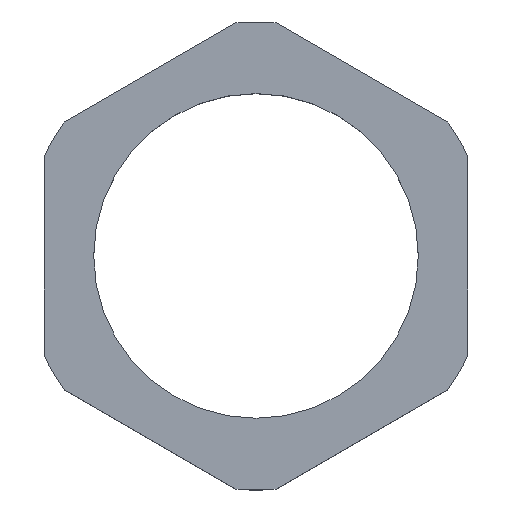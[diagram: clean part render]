
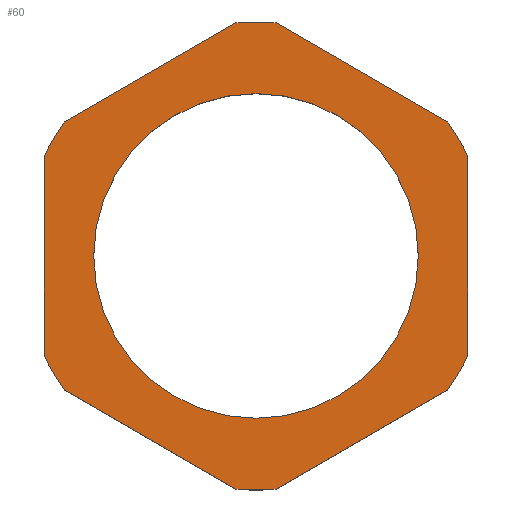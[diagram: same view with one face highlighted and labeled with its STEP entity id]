
A CAD part, top view. The second image highlights one B-rep face of the part: STEP entity #60.
In plain terms, the highlighted planar face has unit normal (0, 0, 1).
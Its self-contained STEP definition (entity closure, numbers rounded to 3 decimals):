
#60=ADVANCED_FACE('',(#131,#132),#75,.T.);
#75=PLANE('',#328);
#83=LINE('',#438,#107);
#84=LINE('',#443,#108);
#85=LINE('',#447,#109);
#86=LINE('',#451,#110);
#87=LINE('',#455,#111);
#88=LINE('',#459,#112);
#107=VECTOR('',#354,1.);
#108=VECTOR('',#357,1.);
#109=VECTOR('',#360,1.);
#110=VECTOR('',#363,1.);
#111=VECTOR('',#366,1.);
#112=VECTOR('',#369,1.);
#131=FACE_BOUND('',#137,.T.);
#132=FACE_BOUND('',#138,.T.);
#137=EDGE_LOOP('',(#155));
#138=EDGE_LOOP('',(#156,#157,#158,#159,#160,#161,#162,#163,#164,#165,#166,
#167));
#155=ORIENTED_EDGE('',*,*,#257,.F.);
#156=ORIENTED_EDGE('',*,*,#258,.F.);
#157=ORIENTED_EDGE('',*,*,#259,.T.);
#158=ORIENTED_EDGE('',*,*,#260,.T.);
#159=ORIENTED_EDGE('',*,*,#261,.T.);
#160=ORIENTED_EDGE('',*,*,#262,.T.);
#161=ORIENTED_EDGE('',*,*,#263,.T.);
#162=ORIENTED_EDGE('',*,*,#264,.T.);
#163=ORIENTED_EDGE('',*,*,#265,.T.);
#164=ORIENTED_EDGE('',*,*,#266,.T.);
#165=ORIENTED_EDGE('',*,*,#267,.T.);
#166=ORIENTED_EDGE('',*,*,#268,.T.);
#167=ORIENTED_EDGE('',*,*,#269,.T.);
#231=VERTEX_POINT('',#437);
#232=VERTEX_POINT('',#439);
#233=VERTEX_POINT('',#440);
#234=VERTEX_POINT('',#442);
#235=VERTEX_POINT('',#444);
#236=VERTEX_POINT('',#446);
#237=VERTEX_POINT('',#448);
#238=VERTEX_POINT('',#450);
#239=VERTEX_POINT('',#452);
#240=VERTEX_POINT('',#454);
#241=VERTEX_POINT('',#456);
#242=VERTEX_POINT('',#458);
#243=VERTEX_POINT('',#460);
#257=EDGE_CURVE('',#231,#231,#295,.T.);
#258=EDGE_CURVE('',#232,#233,#83,.T.);
#259=EDGE_CURVE('',#232,#234,#296,.T.);
#260=EDGE_CURVE('',#234,#235,#84,.T.);
#261=EDGE_CURVE('',#235,#236,#297,.T.);
#262=EDGE_CURVE('',#236,#237,#85,.T.);
#263=EDGE_CURVE('',#237,#238,#298,.T.);
#264=EDGE_CURVE('',#238,#239,#86,.T.);
#265=EDGE_CURVE('',#239,#240,#299,.T.);
#266=EDGE_CURVE('',#240,#241,#87,.T.);
#267=EDGE_CURVE('',#241,#242,#300,.T.);
#268=EDGE_CURVE('',#242,#243,#88,.T.);
#269=EDGE_CURVE('',#243,#233,#301,.T.);
#295=CIRCLE('',#321,9.19);
#296=CIRCLE('',#322,13.25);
#297=CIRCLE('',#323,13.25);
#298=CIRCLE('',#324,13.25);
#299=CIRCLE('',#325,13.25);
#300=CIRCLE('',#326,13.25);
#301=CIRCLE('',#327,13.25);
#321=AXIS2_PLACEMENT_3D('',#436,#352,#353);
#322=AXIS2_PLACEMENT_3D('',#441,#355,#356);
#323=AXIS2_PLACEMENT_3D('',#445,#358,#359);
#324=AXIS2_PLACEMENT_3D('',#449,#361,#362);
#325=AXIS2_PLACEMENT_3D('',#453,#364,#365);
#326=AXIS2_PLACEMENT_3D('',#457,#367,#368);
#327=AXIS2_PLACEMENT_3D('',#461,#370,#371);
#328=AXIS2_PLACEMENT_3D('',#462,#372,#373);
#352=DIRECTION('',(0.,0.,1.));
#353=DIRECTION('',(-1.,0.,0.));
#354=DIRECTION('',(-0.866,0.5,0.));
#355=DIRECTION('',(0.,0.,1.));
#356=DIRECTION('',(-0.086,-0.996,0.));
#357=DIRECTION('',(0.866,0.5,0.));
#358=DIRECTION('',(0.,0.,1.));
#359=DIRECTION('',(0.82,-0.572,0.));
#360=DIRECTION('',(0.,1.,0.));
#361=DIRECTION('',(0.,0.,1.));
#362=DIRECTION('',(0.906,0.424,0.));
#363=DIRECTION('',(-0.866,0.5,0.));
#364=DIRECTION('',(0.,0.,1.));
#365=DIRECTION('',(0.086,0.996,0.));
#366=DIRECTION('',(-0.866,-0.5,0.));
#367=DIRECTION('',(0.,0.,1.));
#368=DIRECTION('',(-0.82,0.572,0.));
#369=DIRECTION('',(0.,-1.,0.));
#370=DIRECTION('',(0.,0.,1.));
#371=DIRECTION('',(-0.906,-0.424,0.));
#372=DIRECTION('',(0.,0.,1.));
#373=DIRECTION('',(0.,-1.,0.));
#436=CARTESIAN_POINT('',(0.,0.,5.));
#437=CARTESIAN_POINT('',(-9.19,0.,5.));
#438=CARTESIAN_POINT('',(-1.135,-13.201,5.));
#439=CARTESIAN_POINT('',(-1.135,-13.201,5.));
#440=CARTESIAN_POINT('',(-10.865,-7.583,5.));
#441=CARTESIAN_POINT('',(0.,0.,5.));
#442=CARTESIAN_POINT('',(1.135,-13.201,5.));
#443=CARTESIAN_POINT('',(1.135,-13.201,5.));
#444=CARTESIAN_POINT('',(10.865,-7.583,5.));
#445=CARTESIAN_POINT('',(0.,0.,5.));
#446=CARTESIAN_POINT('',(12.,-5.618,5.));
#447=CARTESIAN_POINT('',(12.,-5.618,5.));
#448=CARTESIAN_POINT('',(12.,5.618,5.));
#449=CARTESIAN_POINT('',(0.,0.,5.));
#450=CARTESIAN_POINT('',(10.865,7.583,5.));
#451=CARTESIAN_POINT('',(10.865,7.583,5.));
#452=CARTESIAN_POINT('',(1.135,13.201,5.));
#453=CARTESIAN_POINT('',(0.,0.,5.));
#454=CARTESIAN_POINT('',(-1.135,13.201,5.));
#455=CARTESIAN_POINT('',(-1.135,13.201,5.));
#456=CARTESIAN_POINT('',(-10.865,7.583,5.));
#457=CARTESIAN_POINT('',(0.,0.,5.));
#458=CARTESIAN_POINT('',(-12.,5.618,5.));
#459=CARTESIAN_POINT('',(-12.,5.618,5.));
#460=CARTESIAN_POINT('',(-12.,-5.618,5.));
#461=CARTESIAN_POINT('',(0.,0.,5.));
#462=CARTESIAN_POINT('',(-12.6,13.913,5.));
